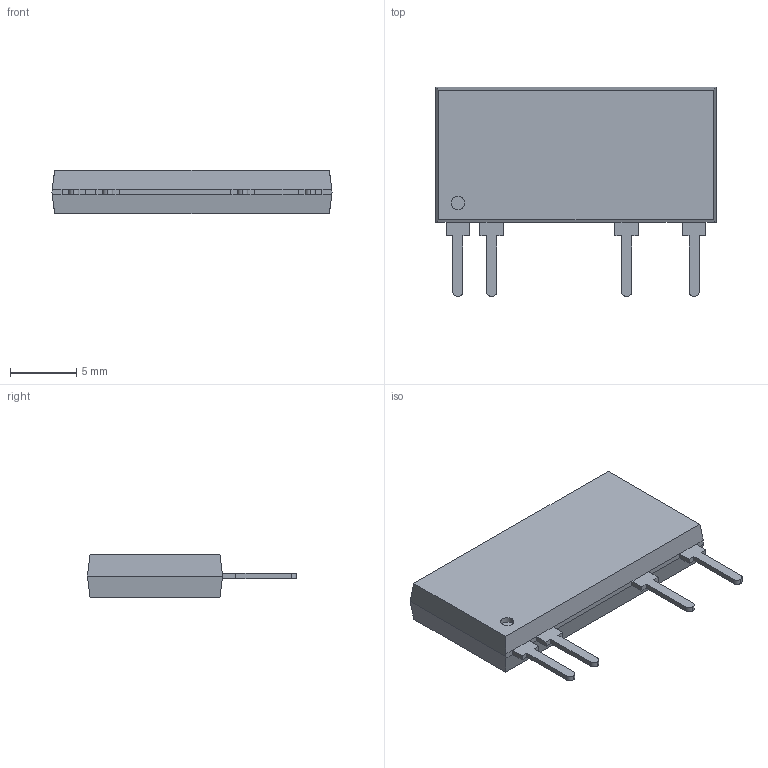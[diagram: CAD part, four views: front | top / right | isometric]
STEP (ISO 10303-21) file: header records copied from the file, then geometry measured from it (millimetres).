
FILE_DESCRIPTION (( 'STEP AP214' ), '1' );
FILE_NAME ('User Library-CPC1966Y.STEP', '2017-10-13T13:47:40', ( 'Windows User' ), ( '' ), 'SwSTEP 2.0', 'SolidWorks 2017', '' );
FILE_SCHEMA (( 'AUTOMOTIVE_DESIGN' ));
Length unit declared in the file: millimetre
Products named in the file (1): User Library-CPC1966Y
Bounding box: 21.08 x 15.75 x 3.3 mm (x, y, z)
Volume: 695.7 mm3; surface area: 669.2 mm2
Topology: 1 solids, 1 shells, 62 faces, 159 edges, 100 vertices
Faces by surface type: plane 52, cylinder 10
Entity records: 2434 total; most frequent: CARTESIAN_POINT 322, ORIENTED_EDGE 318, DIRECTION 305, EDGE_CURVE 159, LINE 139, VECTOR 139, VERTEX_POINT 100, AXIS2_PLACEMENT_3D 83
